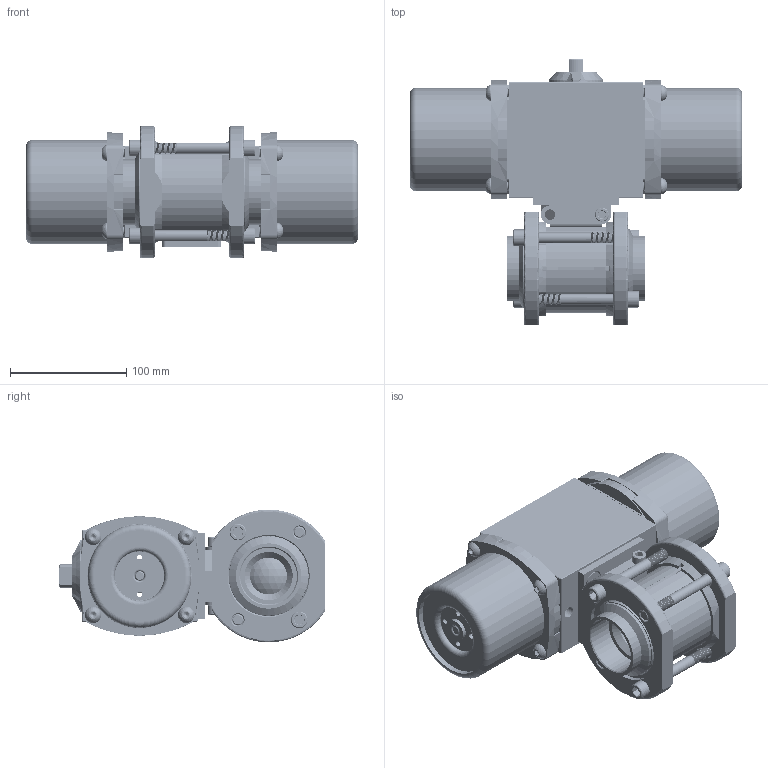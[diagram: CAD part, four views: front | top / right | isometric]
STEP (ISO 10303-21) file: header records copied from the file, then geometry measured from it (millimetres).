
FILE_DESCRIPTION (( 'STEP AP203' ), '1' );
FILE_NAME ('22XXSWSA522SR.step', '2018-03-15T17:34:54', ( '' ), ( '' ), 'SwSTEP 2.0', 'SolidWorks 2017', '' );
FILE_SCHEMA (( 'CONFIG_CONTROL_DESIGN' ));
Products named in the file (1): 22XXSWSA522SR
Bounding box: 285.09 x 229.11 x 114.05 mm (x, y, z)
Volume: 1368634.9 mm3; surface area: 523293.4 mm2
Topology: 49 solids, 49 shells, 4613 faces, 12019 edges, 7557 vertices
Faces by surface type: cylinder 2067, cone 1542, plane 742, torus 190, bspline 54, sphere 18
Entity records: 170429 total; most frequent: CARTESIAN_POINT 57334, DIRECTION 24928, ORIENTED_EDGE 23842, EDGE_CURVE 11921, AXIS2_PLACEMENT_3D 10043, VERTEX_POINT 7555, CIRCLE 5483, EDGE_LOOP 4954
